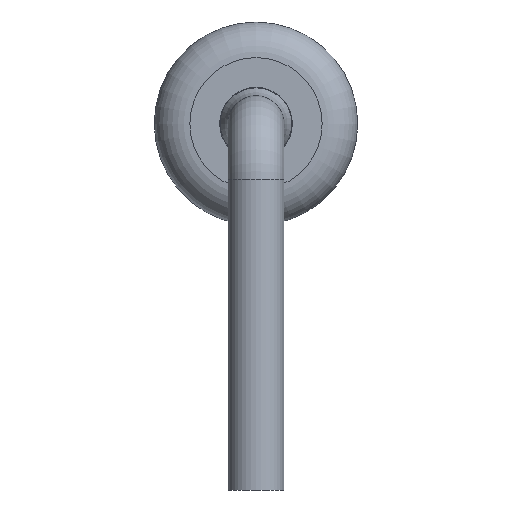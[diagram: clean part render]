
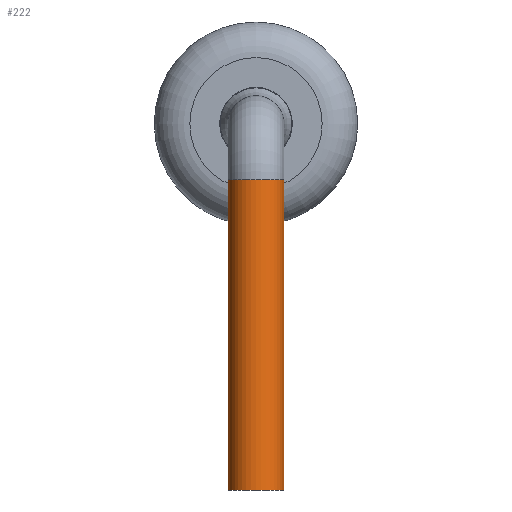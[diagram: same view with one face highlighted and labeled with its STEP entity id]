
A CAD part, left-side view. The second image highlights one B-rep face of the part: STEP entity #222.
In plain terms, the highlighted cylindrical face has radius 0.275 mm (diameter 0.55 mm), a full revolution.
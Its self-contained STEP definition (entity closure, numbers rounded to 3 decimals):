
#222=ADVANCED_FACE('',(#410,#412),#414,.T.);
#410=FACE_OUTER_BOUND('',#411,.T.);
#411=EDGE_LOOP('',(#491));
#412=FACE_OUTER_BOUND('',#413,.T.);
#413=EDGE_LOOP('',(#492));
#414=CYLINDRICAL_SURFACE('',#415,0.275);
#415=AXIS2_PLACEMENT_3D('',#416,#417,#418);
#416=CARTESIAN_POINT('',(0.,0.,0.55));
#417=DIRECTION('',(0.,0.,-1.));
#418=DIRECTION('',(1.,0.,0.));
#491=ORIENTED_EDGE('',*,*,#517,.T.);
#492=ORIENTED_EDGE('',*,*,#516,.F.);
#516=EDGE_CURVE('',#550,#550,#551,.T.);
#517=EDGE_CURVE('',#552,#552,#553,.T.);
#550=VERTEX_POINT('',#632);
#551=CIRCLE('',#633,0.275);
#552=VERTEX_POINT('',#637);
#553=CIRCLE('',#638,0.275);
#632=CARTESIAN_POINT('',(0.275,0.,-2.5));
#633=AXIS2_PLACEMENT_3D('',#634,#635,#636);
#634=CARTESIAN_POINT('',(0.,0.,-2.5));
#635=DIRECTION('',(0.,0.,-1.));
#636=DIRECTION('',(1.,0.,0.));
#637=CARTESIAN_POINT('',(0.275,0.,0.55));
#638=AXIS2_PLACEMENT_3D('',#639,#640,#641);
#639=CARTESIAN_POINT('',(0.,0.,0.55));
#640=DIRECTION('',(0.,-0.,-1.));
#641=DIRECTION('',(1.,0.,0.));
